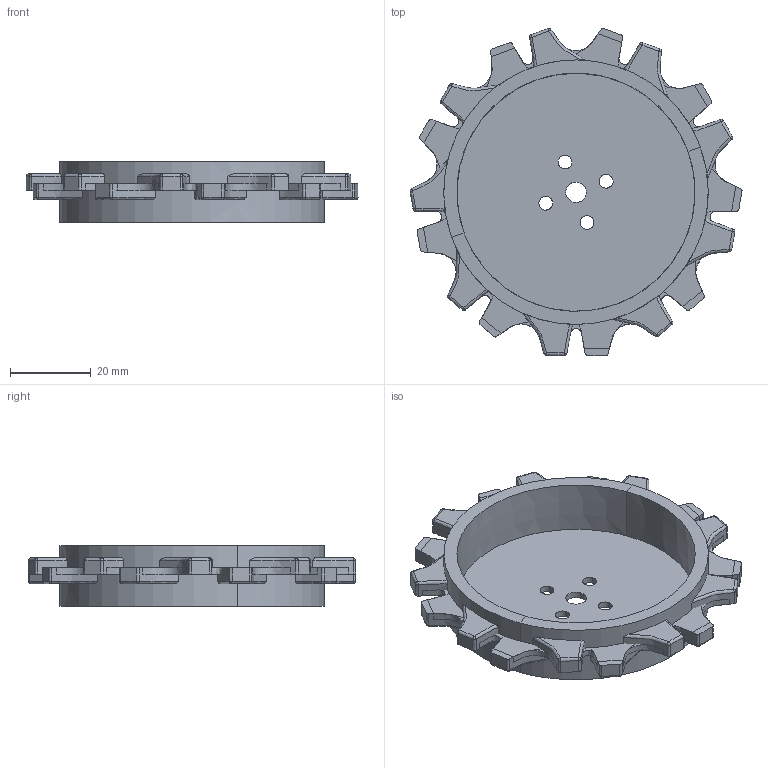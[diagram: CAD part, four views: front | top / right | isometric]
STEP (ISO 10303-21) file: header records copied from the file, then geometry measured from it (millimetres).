
FILE_DESCRIPTION(/* description */ (''),/* implementation_level */ '2;1');
FILE_NAME(/* name */ 'sprk-02',/* time_stamp */ '2009-05-20T07:21:36-04:00',/* author */ (''),/* organization */ (''),/* preprocessor_version */ 'ST-DEVELOPER v8',/* originating_system */ '',/* authorisation */ '');
FILE_SCHEMA (('AUTOMOTIVE_DESIGN'));
Length unit declared in the file: inch
Products named in the file (1): 1
Bounding box: 82.02 x 80.79 x 14.99 mm (x, y, z)
Volume: 13836.1 mm3; surface area: 18883.9 mm2
Topology: 1 solids, 2 shells, 275 faces, 668 edges, 397 vertices
Faces by surface type: bspline 275
Entity records: 12923 total; most frequent: CARTESIAN_POINT 9375, ORIENTED_EDGE 1226, EDGE_CURVE 668, VERTEX_POINT 397, B_SPLINE_CURVE_WITH_KNOTS 341, EDGE_LOOP 287, ADVANCED_FACE 275, FACE_OUTER_BOUND 275
